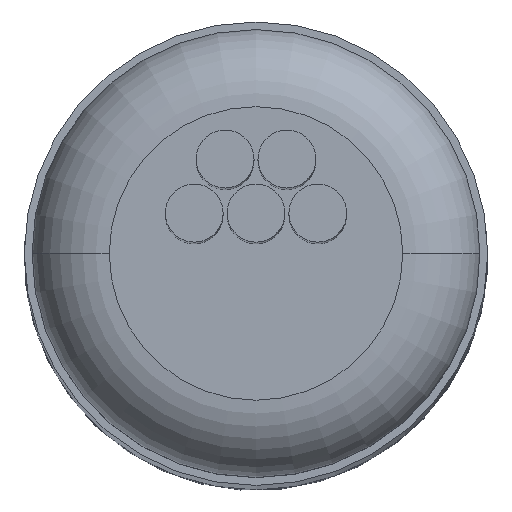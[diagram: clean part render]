
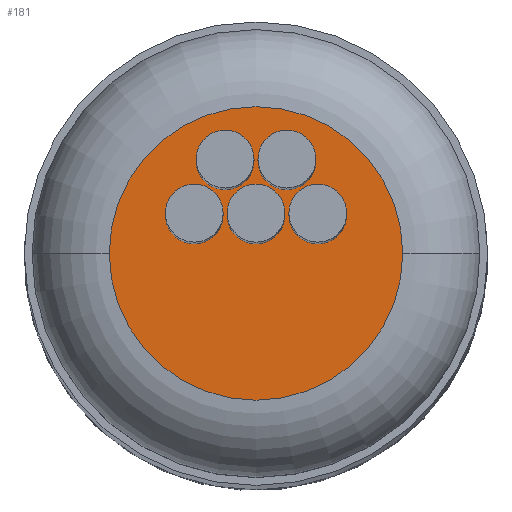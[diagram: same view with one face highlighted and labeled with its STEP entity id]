
A CAD part, top view. The second image highlights one B-rep face of the part: STEP entity #181.
In plain terms, the highlighted planar face has unit normal (0, 0, 1).
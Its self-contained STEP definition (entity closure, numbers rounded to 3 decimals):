
#3 = VERTEX_POINT ( 'NONE', #411 ) ;
#36 = EDGE_CURVE ( 'NONE', #292, #505, #714, .T. ) ;
#57 = CARTESIAN_POINT ( 'NONE',  ( 2.293, 3.705, 64.42 ) ) ;
#74 = DIRECTION ( 'NONE',  ( 0., 0., 1. ) ) ;
#80 = DIRECTION ( 'NONE',  ( 0., 0., 1. ) ) ;
#106 = ORIENTED_EDGE ( 'NONE', *, *, #994, .F. ) ;
#116 = CIRCLE ( 'NONE', #364, 0.75 ) ;
#133 = EDGE_CURVE ( 'NONE', #453, #3, #422, .T. ) ;
#136 = DIRECTION ( 'NONE',  ( 1., 0., 0. ) ) ;
#154 = EDGE_LOOP ( 'NONE', ( #844, #905 ) ) ;
#169 = DIRECTION ( 'NONE',  ( 1., 0., 0. ) ) ;
#177 = EDGE_LOOP ( 'NONE', ( #993, #106 ) ) ;
#179 = AXIS2_PLACEMENT_3D ( 'NONE', #417, #962, #731 ) ;
#180 = DIRECTION ( 'NONE',  ( 1., 0., 0. ) ) ;
#181 = ADVANCED_FACE ( 'NONE', ( #471, #394, #185, #1005, #792, #593 ), #680, .T. ) ;
#182 = CARTESIAN_POINT ( 'NONE',  ( -3.857, 4.705, 64.42 ) ) ;
#185 = FACE_BOUND ( 'NONE', #555, .T. ) ;
#195 = DIRECTION ( 'NONE',  ( 0., 0., 1. ) ) ;
#201 = AXIS2_PLACEMENT_3D ( 'NONE', #834, #536, #180 ) ;
#203 = DIRECTION ( 'NONE',  ( 1., 0., 0. ) ) ;
#213 = AXIS2_PLACEMENT_3D ( 'NONE', #618, #372, #692 ) ;
#219 = AXIS2_PLACEMENT_3D ( 'NONE', #454, #920, #136 ) ;
#232 = DIRECTION ( 'NONE',  ( 1., 0., 0. ) ) ;
#239 = CARTESIAN_POINT ( 'NONE',  ( -1.457, 6.105, 64.42 ) ) ;
#250 = AXIS2_PLACEMENT_3D ( 'NONE', #508, #322, #570 ) ;
#251 = ORIENTED_EDGE ( 'NONE', *, *, #510, .F. ) ;
#261 = CARTESIAN_POINT ( 'NONE',  ( -3.107, 4.705, 64.42 ) ) ;
#269 = ORIENTED_EDGE ( 'NONE', *, *, #533, .F. ) ;
#273 = DIRECTION ( 'NONE',  ( 0., 0., 1. ) ) ;
#274 = AXIS2_PLACEMENT_3D ( 'NONE', #390, #74, #637 ) ;
#283 = DIRECTION ( 'NONE',  ( 1., 0., 0. ) ) ;
#287 = EDGE_CURVE ( 'NONE', #410, #625, #851, .T. ) ;
#292 = VERTEX_POINT ( 'NONE', #781 ) ;
#321 = EDGE_LOOP ( 'NONE', ( #503, #539 ) ) ;
#322 = DIRECTION ( 'NONE',  ( 0., 0., 1. ) ) ;
#339 = AXIS2_PLACEMENT_3D ( 'NONE', #959, #511, #169 ) ;
#343 = CIRCLE ( 'NONE', #250, 0.75 ) ;
#351 = DIRECTION ( 'NONE',  ( 1., 0., 0. ) ) ;
#364 = AXIS2_PLACEMENT_3D ( 'NONE', #990, #907, #351 ) ;
#372 = DIRECTION ( 'NONE',  ( 0., 0., 1. ) ) ;
#373 = AXIS2_PLACEMENT_3D ( 'NONE', #1002, #687, #283 ) ;
#390 = CARTESIAN_POINT ( 'NONE',  ( 0.093, 4.705, 64.42 ) ) ;
#392 = EDGE_CURVE ( 'NONE', #544, #642, #712, .T. ) ;
#394 = FACE_BOUND ( 'NONE', #177, .T. ) ;
#397 = VERTEX_POINT ( 'NONE', #239 ) ;
#410 = VERTEX_POINT ( 'NONE', #974 ) ;
#411 = CARTESIAN_POINT ( 'NONE',  ( -2.357, 4.705, 64.42 ) ) ;
#412 = EDGE_LOOP ( 'NONE', ( #807, #425 ) ) ;
#417 = CARTESIAN_POINT ( 'NONE',  ( -2.307, 6.105, 64.42 ) ) ;
#422 = CIRCLE ( 'NONE', #213, 0.75 ) ;
#425 = ORIENTED_EDGE ( 'NONE', *, *, #733, .T. ) ;
#427 = CARTESIAN_POINT ( 'NONE',  ( -0.657, 4.705, 64.42 ) ) ;
#453 = VERTEX_POINT ( 'NONE', #182 ) ;
#454 = CARTESIAN_POINT ( 'NONE',  ( -1.507, 3.705, 64.42 ) ) ;
#457 = EDGE_CURVE ( 'NONE', #3, #453, #676, .T. ) ;
#461 = CIRCLE ( 'NONE', #480, 0.75 ) ;
#463 = AXIS2_PLACEMENT_3D ( 'NONE', #507, #273, #595 ) ;
#471 = FACE_BOUND ( 'NONE', #154, .T. ) ;
#480 = AXIS2_PLACEMENT_3D ( 'NONE', #751, #195, #203 ) ;
#491 = CARTESIAN_POINT ( 'NONE',  ( -1.557, 6.105, 64.42 ) ) ;
#503 = ORIENTED_EDGE ( 'NONE', *, *, #133, .F. ) ;
#505 = VERTEX_POINT ( 'NONE', #491 ) ;
#507 = CARTESIAN_POINT ( 'NONE',  ( -1.507, 3.705, 64.42 ) ) ;
#508 = CARTESIAN_POINT ( 'NONE',  ( -2.307, 6.105, 64.42 ) ) ;
#510 = EDGE_CURVE ( 'NONE', #505, #292, #343, .T. ) ;
#511 = DIRECTION ( 'NONE',  ( 0., 0., 1. ) ) ;
#533 = EDGE_CURVE ( 'NONE', #625, #410, #116, .T. ) ;
#536 = DIRECTION ( 'NONE',  ( 0., 0., 1. ) ) ;
#539 = ORIENTED_EDGE ( 'NONE', *, *, #457, .F. ) ;
#544 = VERTEX_POINT ( 'NONE', #427 ) ;
#555 = EDGE_LOOP ( 'NONE', ( #876, #269 ) ) ;
#570 = DIRECTION ( 'NONE',  ( 1., 0., 0. ) ) ;
#578 = CIRCLE ( 'NONE', #339, 0.75 ) ;
#588 = DIRECTION ( 'NONE',  ( 1., 0., 0. ) ) ;
#593 = FACE_OUTER_BOUND ( 'NONE', #412, .T. ) ;
#594 = CIRCLE ( 'NONE', #201, 0.75 ) ;
#595 = DIRECTION ( 'NONE',  ( 1., 0., 0. ) ) ;
#618 = CARTESIAN_POINT ( 'NONE',  ( -3.107, 4.705, 64.42 ) ) ;
#625 = VERTEX_POINT ( 'NONE', #746 ) ;
#637 = DIRECTION ( 'NONE',  ( 1., 0., 0. ) ) ;
#642 = VERTEX_POINT ( 'NONE', #997 ) ;
#663 = EDGE_CURVE ( 'NONE', #832, #681, #762, .T. ) ;
#672 = EDGE_LOOP ( 'NONE', ( #984, #251 ) ) ;
#676 = CIRCLE ( 'NONE', #755, 0.75 ) ;
#680 = PLANE ( 'NONE',  #373 ) ;
#681 = VERTEX_POINT ( 'NONE', #843 ) ;
#685 = EDGE_CURVE ( 'NONE', #846, #397, #594, .T. ) ;
#687 = DIRECTION ( 'NONE',  ( 0., 0., 1. ) ) ;
#692 = DIRECTION ( 'NONE',  ( 1., 0., 0. ) ) ;
#712 = CIRCLE ( 'NONE', #274, 0.75 ) ;
#714 = CIRCLE ( 'NONE', #179, 0.75 ) ;
#723 = CARTESIAN_POINT ( 'NONE',  ( -1.507, 4.705, 64.42 ) ) ;
#731 = DIRECTION ( 'NONE',  ( 1., 0., 0. ) ) ;
#733 = EDGE_CURVE ( 'NONE', #681, #832, #803, .T. ) ;
#746 = CARTESIAN_POINT ( 'NONE',  ( -0.757, 4.705, 64.42 ) ) ;
#751 = CARTESIAN_POINT ( 'NONE',  ( 0.093, 4.705, 64.42 ) ) ;
#755 = AXIS2_PLACEMENT_3D ( 'NONE', #261, #800, #588 ) ;
#762 = CIRCLE ( 'NONE', #219, 3.8 ) ;
#781 = CARTESIAN_POINT ( 'NONE',  ( -3.057, 6.105, 64.42 ) ) ;
#792 = FACE_BOUND ( 'NONE', #321, .T. ) ;
#800 = DIRECTION ( 'NONE',  ( 0., 0., 1. ) ) ;
#803 = CIRCLE ( 'NONE', #463, 3.8 ) ;
#807 = ORIENTED_EDGE ( 'NONE', *, *, #663, .T. ) ;
#832 = VERTEX_POINT ( 'NONE', #57 ) ;
#834 = CARTESIAN_POINT ( 'NONE',  ( -0.707, 6.105, 64.42 ) ) ;
#843 = CARTESIAN_POINT ( 'NONE',  ( -5.307, 3.705, 64.42 ) ) ;
#844 = ORIENTED_EDGE ( 'NONE', *, *, #973, .F. ) ;
#846 = VERTEX_POINT ( 'NONE', #1015 ) ;
#851 = CIRCLE ( 'NONE', #896, 0.75 ) ;
#876 = ORIENTED_EDGE ( 'NONE', *, *, #287, .F. ) ;
#896 = AXIS2_PLACEMENT_3D ( 'NONE', #723, #80, #232 ) ;
#905 = ORIENTED_EDGE ( 'NONE', *, *, #685, .F. ) ;
#907 = DIRECTION ( 'NONE',  ( 0., 0., 1. ) ) ;
#920 = DIRECTION ( 'NONE',  ( 0., 0., 1. ) ) ;
#959 = CARTESIAN_POINT ( 'NONE',  ( -0.707, 6.105, 64.42 ) ) ;
#962 = DIRECTION ( 'NONE',  ( 0., 0., 1. ) ) ;
#973 = EDGE_CURVE ( 'NONE', #397, #846, #578, .T. ) ;
#974 = CARTESIAN_POINT ( 'NONE',  ( -2.257, 4.705, 64.42 ) ) ;
#984 = ORIENTED_EDGE ( 'NONE', *, *, #36, .F. ) ;
#990 = CARTESIAN_POINT ( 'NONE',  ( -1.507, 4.705, 64.42 ) ) ;
#993 = ORIENTED_EDGE ( 'NONE', *, *, #392, .F. ) ;
#994 = EDGE_CURVE ( 'NONE', #642, #544, #461, .T. ) ;
#997 = CARTESIAN_POINT ( 'NONE',  ( 0.843, 4.705, 64.42 ) ) ;
#1002 = CARTESIAN_POINT ( 'NONE',  ( -1.507, 3.705, 64.42 ) ) ;
#1005 = FACE_BOUND ( 'NONE', #672, .T. ) ;
#1015 = CARTESIAN_POINT ( 'NONE',  ( 0.043, 6.105, 64.42 ) ) ;
